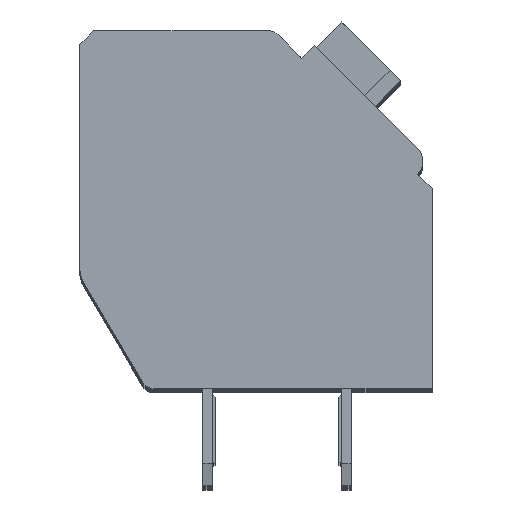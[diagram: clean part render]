
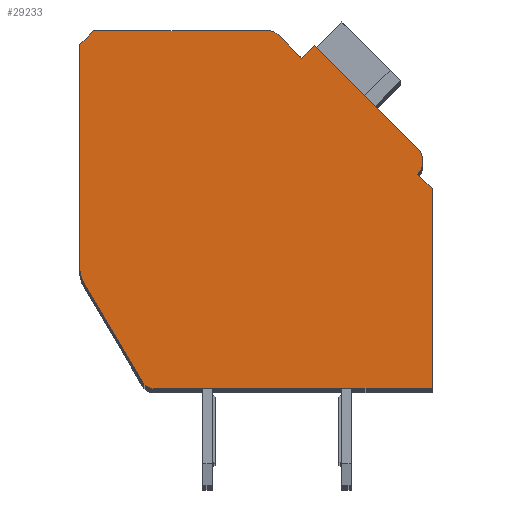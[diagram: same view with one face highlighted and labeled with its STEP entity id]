
A CAD part, top view. The second image highlights one B-rep face of the part: STEP entity #29233.
In plain terms, the highlighted planar face has unit normal (0, 0, 1).
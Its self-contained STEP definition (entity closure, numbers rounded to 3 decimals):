
#967=DIRECTION('',(0.,-1.,0.));
#968=VECTOR('',#967,8.053);
#969=CARTESIAN_POINT('',(-12.7,12.4,2.1));
#970=LINE('',#969,#968);
#971=DIRECTION('',(-0.707,-0.707,0.));
#972=VECTOR('',#971,0.707);
#973=CARTESIAN_POINT('',(-12.2,12.9,2.1));
#974=LINE('',#973,#972);
#975=DIRECTION('',(-1.,0.,0.));
#976=VECTOR('',#975,6.298);
#977=CARTESIAN_POINT('',(-5.902,12.9,2.1));
#978=LINE('',#977,#976);
#979=CARTESIAN_POINT('',(-5.902,12.4,2.1));
#980=DIRECTION('',(0.,0.,1.));
#981=DIRECTION('',(0.707,0.707,0.));
#982=AXIS2_PLACEMENT_3D('',#979,#980,#981);
#984=DIRECTION('',(-0.707,0.707,0.));
#985=VECTOR('',#984,1.197);
#986=CARTESIAN_POINT('',(-4.702,11.907,2.1));
#987=LINE('',#986,#985);
#988=DIRECTION('',(-0.707,-0.707,0.));
#989=VECTOR('',#988,0.65);
#990=CARTESIAN_POINT('',(-4.243,12.367,2.1));
#991=LINE('',#990,#989);
#992=DIRECTION('',(-0.707,0.707,0.));
#993=VECTOR('',#992,5.25);
#994=CARTESIAN_POINT('',(-0.53,8.655,2.1));
#995=LINE('',#994,#993);
#996=CARTESIAN_POINT('',(-0.99,8.195,2.1));
#997=DIRECTION('',(0.,0.,1.));
#998=DIRECTION('',(0.707,-0.707,0.));
#999=AXIS2_PLACEMENT_3D('',#996,#997,#998);
#1001=DIRECTION('',(-0.707,0.707,0.));
#1002=VECTOR('',#1001,0.75);
#1003=CARTESIAN_POINT('',(0.,7.205,2.1));
#1004=LINE('',#1003,#1002);
#1005=DIRECTION('',(0.,1.,0.));
#1006=VECTOR('',#1005,7.205);
#1007=CARTESIAN_POINT('',(0.,0.,2.1));
#1008=LINE('',#1007,#1006);
#1009=DIRECTION('',(1.,0.,0.));
#1010=VECTOR('',#1009,10.014);
#1011=CARTESIAN_POINT('',(-10.014,0.,2.1));
#1012=LINE('',#1011,#1010);
#1013=CARTESIAN_POINT('',(-10.014,0.5,2.1));
#1014=DIRECTION('',(0.,0.,1.));
#1015=DIRECTION('',(-0.862,-0.508,0.));
#1016=AXIS2_PLACEMENT_3D('',#1013,#1014,#1015);
#1018=DIRECTION('',(0.508,-0.862,0.));
#1019=VECTOR('',#1018,4.17);
#1020=CARTESIAN_POINT('',(-12.562,3.839,2.1));
#1021=LINE('',#1020,#1019);
#1022=CARTESIAN_POINT('',(-11.7,4.347,2.1));
#1023=DIRECTION('',(0.,0.,1.));
#1024=DIRECTION('',(-1.,0.,0.));
#1025=AXIS2_PLACEMENT_3D('',#1022,#1023,#1024);
#21607=CARTESIAN_POINT('',(-12.7,12.4,2.1));
#21608=CARTESIAN_POINT('',(-12.7,4.347,2.1));
#21609=VERTEX_POINT('',#21607);
#21610=VERTEX_POINT('',#21608);
#21611=CARTESIAN_POINT('',(-12.562,3.839,2.1));
#21612=VERTEX_POINT('',#21611);
#21613=CARTESIAN_POINT('',(-10.445,0.246,2.1));
#21614=VERTEX_POINT('',#21613);
#21615=CARTESIAN_POINT('',(-10.014,0.,2.1));
#21616=VERTEX_POINT('',#21615);
#21617=CARTESIAN_POINT('',(0.,0.,2.1));
#21618=VERTEX_POINT('',#21617);
#21619=CARTESIAN_POINT('',(0.,7.205,2.1));
#21620=VERTEX_POINT('',#21619);
#21621=CARTESIAN_POINT('',(-0.53,7.735,2.1));
#21622=VERTEX_POINT('',#21621);
#21623=CARTESIAN_POINT('',(-0.53,8.655,2.1));
#21624=VERTEX_POINT('',#21623);
#21625=CARTESIAN_POINT('',(-4.243,12.367,2.1));
#21626=VERTEX_POINT('',#21625);
#21627=CARTESIAN_POINT('',(-4.702,11.907,2.1));
#21628=VERTEX_POINT('',#21627);
#21629=CARTESIAN_POINT('',(-5.548,12.754,2.1));
#21630=VERTEX_POINT('',#21629);
#21631=CARTESIAN_POINT('',(-5.902,12.9,2.1));
#21632=VERTEX_POINT('',#21631);
#21633=CARTESIAN_POINT('',(-12.2,12.9,2.1));
#21634=VERTEX_POINT('',#21633);
#29201=CARTESIAN_POINT('',(0.,0.,2.1));
#29202=DIRECTION('',(0.,0.,1.));
#29203=DIRECTION('',(1.,0.,0.));
#29204=AXIS2_PLACEMENT_3D('',#29201,#29202,#29203);
#29205=PLANE('',#29204);
#29206=ORIENTED_EDGE('',*,*,#28262,.F.);
#29208=ORIENTED_EDGE('',*,*,#29207,.F.);
#29210=ORIENTED_EDGE('',*,*,#29209,.F.);
#29212=ORIENTED_EDGE('',*,*,#29211,.F.);
#29214=ORIENTED_EDGE('',*,*,#29213,.F.);
#29216=ORIENTED_EDGE('',*,*,#29215,.F.);
#29218=ORIENTED_EDGE('',*,*,#29217,.F.);
#29220=ORIENTED_EDGE('',*,*,#29219,.F.);
#29222=ORIENTED_EDGE('',*,*,#29221,.F.);
#29224=ORIENTED_EDGE('',*,*,#29223,.F.);
#29226=ORIENTED_EDGE('',*,*,#29225,.F.);
#29228=ORIENTED_EDGE('',*,*,#29227,.F.);
#29229=ORIENTED_EDGE('',*,*,#28851,.F.);
#29230=ORIENTED_EDGE('',*,*,#28474,.F.);
#29231=EDGE_LOOP('',(#29206,#29208,#29210,#29212,#29214,#29216,#29218,#29220,
#29222,#29224,#29226,#29228,#29229,#29230));
#29232=FACE_OUTER_BOUND('',#29231,.F.);
#983=CIRCLE('',#982,0.5);
#1000=CIRCLE('',#999,0.65);
#1017=CIRCLE('',#1016,0.5);
#1026=CIRCLE('',#1025,1.);
#28262=EDGE_CURVE('',#21609,#21610,#970,.T.);
#28474=EDGE_CURVE('',#21610,#21612,#1026,.T.);
#28851=EDGE_CURVE('',#21612,#21614,#1021,.T.);
#29207=EDGE_CURVE('',#21634,#21609,#974,.T.);
#29209=EDGE_CURVE('',#21632,#21634,#978,.T.);
#29211=EDGE_CURVE('',#21630,#21632,#983,.T.);
#29213=EDGE_CURVE('',#21628,#21630,#987,.T.);
#29215=EDGE_CURVE('',#21626,#21628,#991,.T.);
#29217=EDGE_CURVE('',#21624,#21626,#995,.T.);
#29219=EDGE_CURVE('',#21622,#21624,#1000,.T.);
#29221=EDGE_CURVE('',#21620,#21622,#1004,.T.);
#29223=EDGE_CURVE('',#21618,#21620,#1008,.T.);
#29225=EDGE_CURVE('',#21616,#21618,#1012,.T.);
#29227=EDGE_CURVE('',#21614,#21616,#1017,.T.);
#29233=ADVANCED_FACE('',(#29232),#29205,.T.);
